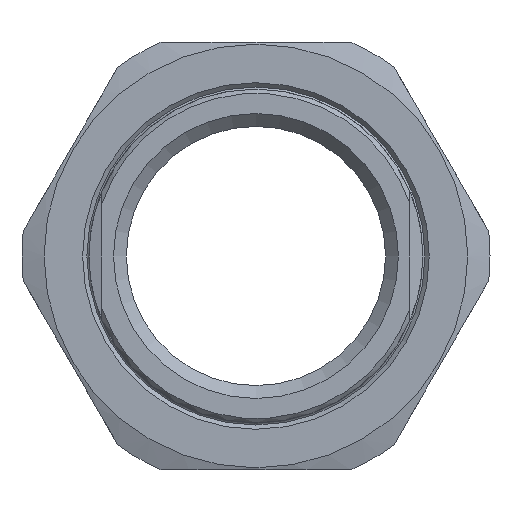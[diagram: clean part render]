
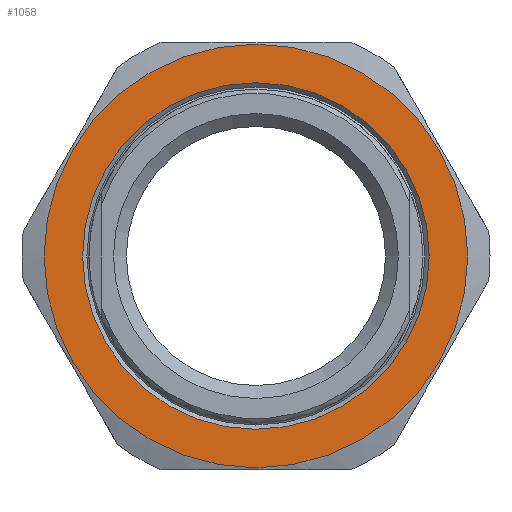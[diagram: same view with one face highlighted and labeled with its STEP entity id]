
A CAD part, left-side view. The second image highlights one B-rep face of the part: STEP entity #1058.
In plain terms, the highlighted planar face has unit normal (-1, 0, 0).
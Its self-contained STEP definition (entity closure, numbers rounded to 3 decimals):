
#46=FACE_BOUND('',#203,.T.);
#100=PLANE('',#1216);
#136=FACE_OUTER_BOUND('',#202,.T.);
#202=EDGE_LOOP('',(#796));
#203=EDGE_LOOP('',(#797));
#383=CIRCLE('',#1206,24.75);
#384=CIRCLE('',#1211,20.25);
#478=VERTEX_POINT('',#1810);
#479=VERTEX_POINT('',#1820);
#595=EDGE_CURVE('',#478,#478,#383,.T.);
#597=EDGE_CURVE('',#479,#479,#384,.T.);
#796=ORIENTED_EDGE('',*,*,#595,.T.);
#797=ORIENTED_EDGE('',*,*,#597,.F.);
#1058=ADVANCED_FACE('',(#136,#46),#100,.F.);
#1206=AXIS2_PLACEMENT_3D('',#1812,#1406,#1407);
#1211=AXIS2_PLACEMENT_3D('',#1821,#1416,#1417);
#1216=AXIS2_PLACEMENT_3D('',#1831,#1428,#1429);
#1406=DIRECTION('center_axis',(-1.,0.,0.));
#1407=DIRECTION('ref_axis',(0.,1.,0.));
#1416=DIRECTION('center_axis',(-1.,0.,0.));
#1417=DIRECTION('ref_axis',(0.,-1.,0.));
#1428=DIRECTION('center_axis',(1.,0.,0.));
#1429=DIRECTION('ref_axis',(0.,0.,-1.));
#1810=CARTESIAN_POINT('',(-18.5,-24.75,0.));
#1812=CARTESIAN_POINT('Origin',(-18.5,0.,0.));
#1820=CARTESIAN_POINT('',(-18.5,20.25,0.));
#1821=CARTESIAN_POINT('Origin',(-18.5,0.,0.));
#1831=CARTESIAN_POINT('Origin',(-18.5,0.,0.));
